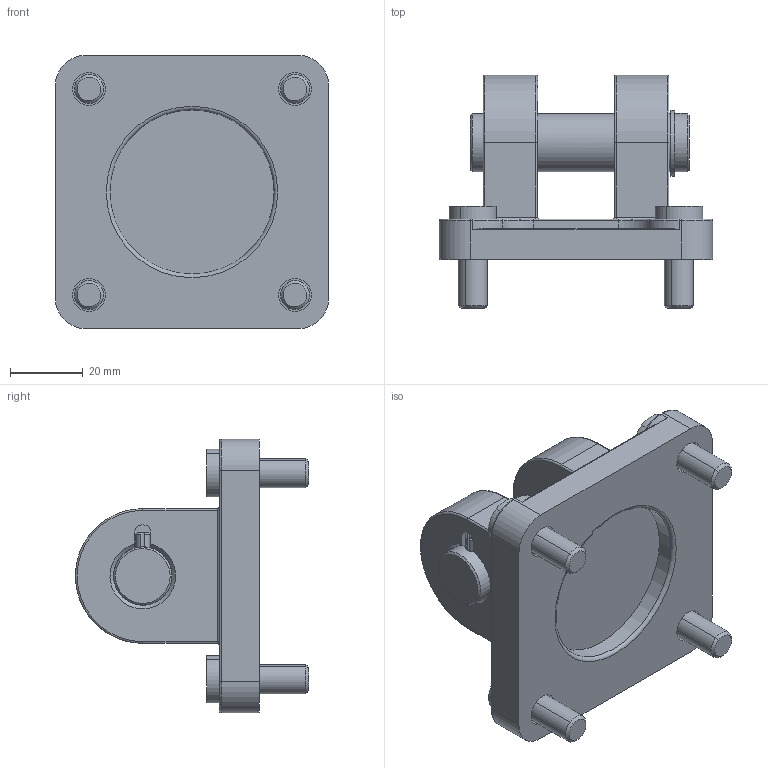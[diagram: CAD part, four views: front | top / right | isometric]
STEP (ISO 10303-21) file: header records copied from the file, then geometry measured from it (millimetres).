
FILE_DESCRIPTION(/* description */ ('Alibre Inc.'),/* implementation_level */ '2;1');
FILE_NAME(/* name */ 'export-1B793B95-DDC1-45DA-9F2A-A834235CB5BC',/* time_stamp */ '2021-09-30T16:08:11+02:00',/* author */ (''),/* organization */ (''),/* preprocessor_version */ 'ST-DEVELOPER v17',/* originating_system */ 'Alibre',/* authorisation */ '');
FILE_SCHEMA (('AUTOMOTIVE_DESIGN'));
Length unit declared in the file: millimetre
Products named in the file (5): 07160-08x20
Bounding box: 75 x 64 x 75 mm (x, y, z)
Volume: 96509.6 mm3; surface area: 32460.9 mm2
Topology: 7 solids, 7 shells, 227 faces, 531 edges, 332 vertices
Faces by surface type: cylinder 92, plane 83, torus 25, cone 23, bspline 4
Full cylindrical faces by diameter (mm): 1.8 x2, 4 x1, 9 x4, 15 x4, 15.2 x1, 16 x4, 45 x1
Entity records: 6020 total; most frequent: CARTESIAN_POINT 1962, DIRECTION 816, ORIENTED_EDGE 764, EDGE_CURVE 382, AXIS2_PLACEMENT_3D 369, VERTEX_POINT 253, EDGE_LOOP 225, FACE_BOUND 225
